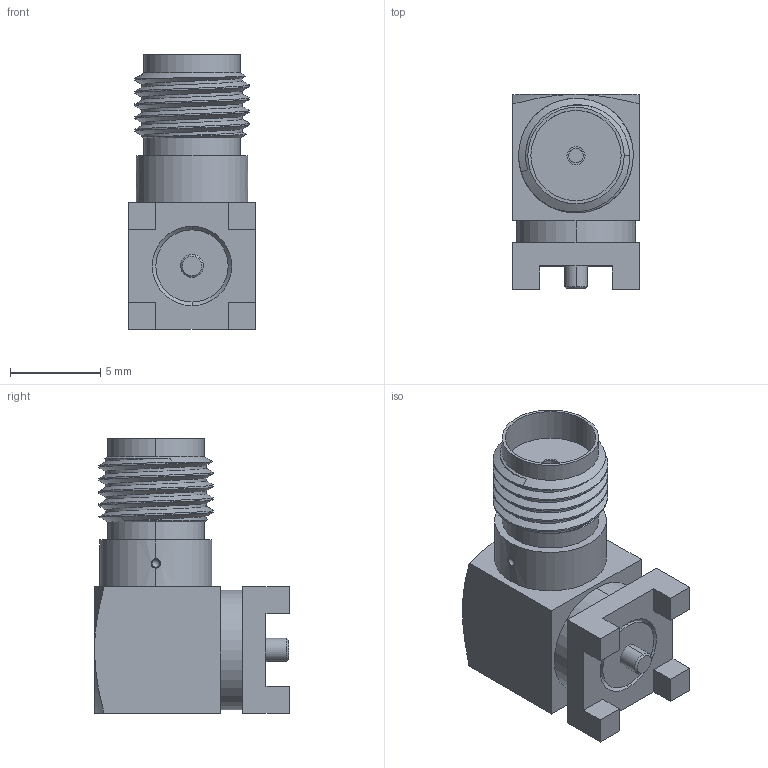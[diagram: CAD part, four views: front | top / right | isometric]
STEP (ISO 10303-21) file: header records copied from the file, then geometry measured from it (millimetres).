
FILE_DESCRIPTION (( 'STEP AP214' ), '1' );
FILE_NAME ('CONSMA002-SMD-G.STEP', '2025-06-11T20:31:48', ( '' ), ( '' ), 'SwSTEP 2.0', 'SolidWorks 2021', '' );
FILE_SCHEMA (( 'AUTOMOTIVE_DESIGN' ));
Length unit declared in the file: millimetre
Products named in the file (2): CONSMA002-SMD-G; CONSMA002-SMD-G_CONSMA002-SMD-G
Assembly tree (1 placements, depth 2):
  CONSMA002-SMD-G
    CONSMA002-SMD-G_CONSMA002-SMD-G
Bounding box: 7 x 10.8 x 15.2 mm (x, y, z)
Volume: 642.8 mm3; surface area: 779.5 mm2
Topology: 5 solids, 5 shells, 94 faces, 221 edges, 144 vertices
Faces by surface type: plane 37, cylinder 36, cone 12, bspline 7, sphere 2
Entity records: 4472 total; most frequent: CARTESIAN_POINT 2252, ORIENTED_EDGE 446, DIRECTION 419, EDGE_CURVE 223, AXIS2_PLACEMENT_3D 159, VERTEX_POINT 148, EDGE_LOOP 107, LINE 101
